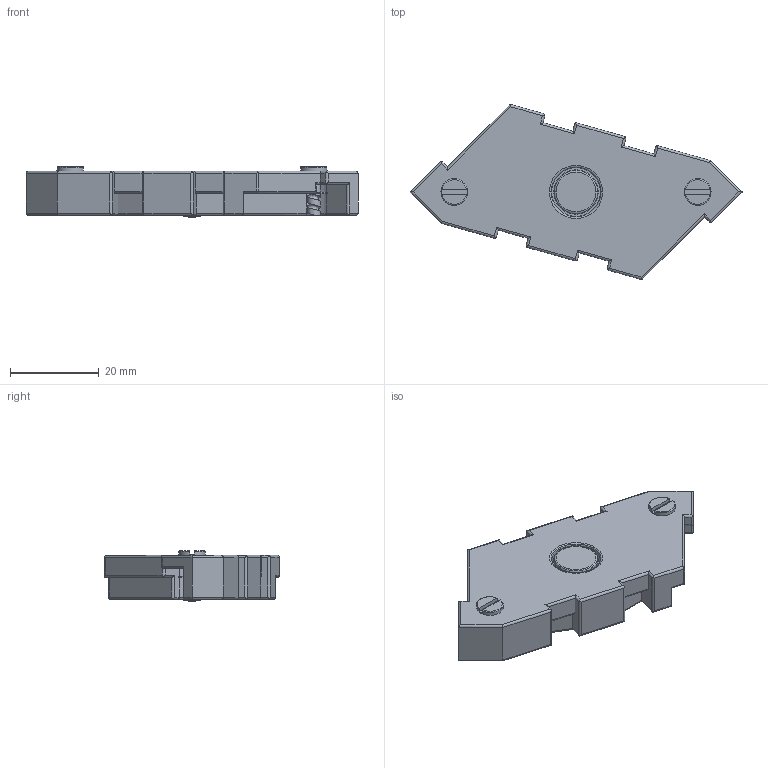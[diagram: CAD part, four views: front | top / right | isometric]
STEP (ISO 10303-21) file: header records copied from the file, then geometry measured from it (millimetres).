
FILE_DESCRIPTION((''),'2;1');
FILE_NAME('AMK2_ASM_ASM','2022-05-03T13:47:04',('klemen.sitar'),('Audax d.o.o.'),'CREO PARAMETRIC BY PTC INC, 2021304','CREO PARAMETRIC BY PTC INC, 2021304','');
FILE_SCHEMA(('AP242_MANAGED_MODEL_BASED_3D_ENGINEERING_MIM_LF { 1 0 10303 442 1 1 4 }'));
Length unit declared in the file: millimetre
Products named in the file (9): 2DE_1; 2ED_1; 302_1; 313_1; 331_1; 338_1; 368_1; 36E_1; AMK2_ASM_ASM
Assembly tree (8 placements, depth 2):
  AMK2_ASM_ASM
    2DE_1
    2ED_1
    302_1
    313_1
    331_1
    338_1
    368_1
    36E_1
Bounding box: 75 x 39.48 x 11.4 mm (x, y, z)
Volume: 14231.9 mm3; surface area: 6192 mm2
Topology: 8 solids, 8 shells, 245 faces, 673 edges, 452 vertices
Faces by surface type: cylinder 125, plane 78, torus 38, bspline 4
Entity records: 14073 total; most frequent: CARTESIAN_POINT 3665, ORIENTED_EDGE 1346, DIRECTION 1141, PRESENTATION_STYLE_ASSIGNMENT 926, STYLED_ITEM 926, CURVE_STYLE 673, EDGE_CURVE 673, VERTEX_POINT 452
